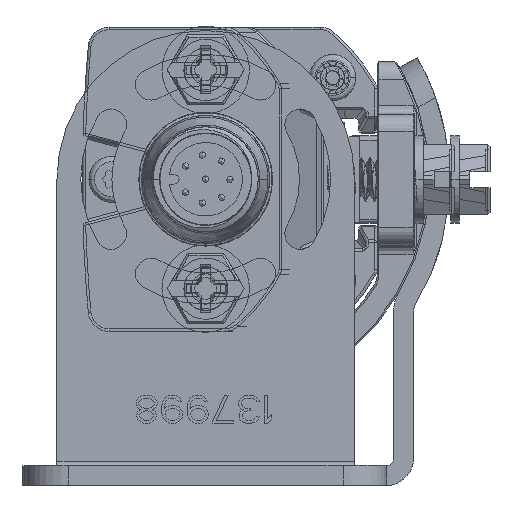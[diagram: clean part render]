
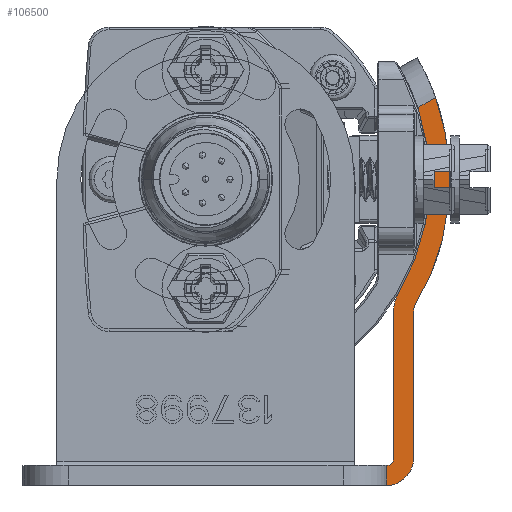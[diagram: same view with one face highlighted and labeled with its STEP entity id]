
A CAD part, front view. The second image highlights one B-rep face of the part: STEP entity #106500.
In plain terms, the highlighted face is planar.
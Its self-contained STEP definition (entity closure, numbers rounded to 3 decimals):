
#101739=CARTESIAN_POINT('',(26.271,9.394,15.));
#101767=CARTESIAN_POINT('',(24.243,8.223,15.));
#101809=DIRECTION('',(-0.866,-0.5,0.));
#101810=VECTOR('',#101809,2.341);
#101811=CARTESIAN_POINT('',(26.271,9.394,15.));
#101812=LINE('',#101811,#101810);
#101813=CARTESIAN_POINT('',(0.,0.,15.));
#101814=DIRECTION('',(0.,0.,1.));
#101815=DIRECTION('',(0.857,-0.515,0.));
#101816=AXIS2_PLACEMENT_3D('',#101813,#101814,#101815);
#101818=DIRECTION('',(0.,1.,0.));
#101819=VECTOR('',#101818,16.917);
#101820=CARTESIAN_POINT('',(23.8,-31.7,15.));
#101821=LINE('',#101820,#101819);
#101822=CARTESIAN_POINT('',(20.5,-31.7,15.));
#101823=DIRECTION('',(0.,0.,1.));
#101824=DIRECTION('',(0.,-1.,0.));
#101825=AXIS2_PLACEMENT_3D('',#101822,#101823,#101824);
#101827=DIRECTION('',(1.,0.,0.));
#101828=VECTOR('',#101827,36.5);
#101829=CARTESIAN_POINT('',(-16.,-35.,15.));
#101830=LINE('',#101829,#101828);
#101831=DIRECTION('',(0.,-1.,0.));
#101832=VECTOR('',#101831,2.3);
#101833=CARTESIAN_POINT('',(-16.,-32.7,15.));
#101834=LINE('',#101833,#101832);
#101835=DIRECTION('',(-1.,0.,0.));
#101836=VECTOR('',#101835,36.7);
#101837=CARTESIAN_POINT('',(20.7,-32.7,15.));
#101838=LINE('',#101837,#101836);
#101839=DIRECTION('',(0.,-1.,0.));
#101840=VECTOR('',#101839,17.062);
#101841=CARTESIAN_POINT('',(21.5,-14.838,15.));
#101842=LINE('',#101841,#101840);
#101843=CARTESIAN_POINT('',(24.8,-14.838,15.));
#101844=DIRECTION('',(0.,0.,1.));
#101845=DIRECTION('',(-0.858,0.513,0.));
#101846=AXIS2_PLACEMENT_3D('',#101843,#101844,#101845);
#101848=CARTESIAN_POINT('',(0.,0.,15.));
#101849=DIRECTION('',(0.,0.,-1.));
#101850=DIRECTION('',(0.947,0.321,0.));
#101851=AXIS2_PLACEMENT_3D('',#101848,#101849,#101850);
#101858=CARTESIAN_POINT('',(24.6,-14.783,15.));
#101859=DIRECTION('',(0.,0.,-1.));
#101860=DIRECTION('',(-1.,0.,0.));
#101861=AXIS2_PLACEMENT_3D('',#101858,#101859,#101860);
#102028=CARTESIAN_POINT('',(20.7,-31.9,15.));
#102029=DIRECTION('',(0.,0.,-1.));
#102030=DIRECTION('',(1.,0.,0.));
#102031=AXIS2_PLACEMENT_3D('',#102028,#102029,#102030);
#105222=CARTESIAN_POINT('',(23.914,-14.371,15.));
#105224=VERTEX_POINT('',#105222);
#105226=CARTESIAN_POINT('',(23.8,-14.783,15.));
#105228=VERTEX_POINT('',#105226);
#105230=CARTESIAN_POINT('',(20.7,-32.7,15.));
#105232=VERTEX_POINT('',#105230);
#105234=CARTESIAN_POINT('',(21.5,-31.9,15.));
#105236=VERTEX_POINT('',#105234);
#105241=CARTESIAN_POINT('',(20.5,-35.,15.));
#105242=VERTEX_POINT('',#105241);
#105243=CARTESIAN_POINT('',(23.8,-31.7,15.));
#105244=VERTEX_POINT('',#105243);
#105249=CARTESIAN_POINT('',(21.968,-13.144,15.));
#105250=VERTEX_POINT('',#105249);
#105251=CARTESIAN_POINT('',(21.5,-14.838,15.));
#105252=VERTEX_POINT('',#105251);
#105269=VERTEX_POINT('',#101767);
#105273=VERTEX_POINT('',#101739);
#105287=CARTESIAN_POINT('',(-16.,-35.,15.));
#105289=VERTEX_POINT('',#105287);
#105293=CARTESIAN_POINT('',(-16.,-32.7,15.));
#105294=VERTEX_POINT('',#105293);
#106472=CARTESIAN_POINT('',(0.,0.,15.));
#106473=DIRECTION('',(0.,0.,1.));
#106474=DIRECTION('',(1.,0.,0.));
#106475=AXIS2_PLACEMENT_3D('',#106472,#106473,#106474);
#106476=PLANE('',#106475);
#106477=ORIENTED_EDGE('',*,*,#106440,.F.);
#106478=ORIENTED_EDGE('',*,*,#106415,.F.);
#106480=ORIENTED_EDGE('',*,*,#106479,.F.);
#106482=ORIENTED_EDGE('',*,*,#106481,.F.);
#106484=ORIENTED_EDGE('',*,*,#106483,.F.);
#106486=ORIENTED_EDGE('',*,*,#106485,.F.);
#106488=ORIENTED_EDGE('',*,*,#106487,.F.);
#106490=ORIENTED_EDGE('',*,*,#106489,.F.);
#106492=ORIENTED_EDGE('',*,*,#106491,.F.);
#106494=ORIENTED_EDGE('',*,*,#106493,.F.);
#106496=ORIENTED_EDGE('',*,*,#106495,.F.);
#106497=ORIENTED_EDGE('',*,*,#106451,.F.);
#106498=EDGE_LOOP('',(#106477,#106478,#106480,#106482,#106484,#106486,#106488,
#106490,#106492,#106494,#106496,#106497));
#106499=FACE_OUTER_BOUND('',#106498,.F.);
#106500=ADVANCED_FACE('',(#106499),#106476,.T.);
#101817=CIRCLE('',#101816,27.9);
#101826=CIRCLE('',#101825,3.3);
#101847=CIRCLE('',#101846,3.3);
#101852=CIRCLE('',#101851,25.6);
#101862=CIRCLE('',#101861,0.8);
#102032=CIRCLE('',#102031,0.8);
#106415=EDGE_CURVE('',#105224,#105273,#101817,.T.);
#106440=EDGE_CURVE('',#105273,#105269,#101812,.T.);
#106451=EDGE_CURVE('',#105269,#105250,#101852,.T.);
#106479=EDGE_CURVE('',#105228,#105224,#101862,.T.);
#106481=EDGE_CURVE('',#105244,#105228,#101821,.T.);
#106483=EDGE_CURVE('',#105242,#105244,#101826,.T.);
#106485=EDGE_CURVE('',#105289,#105242,#101830,.T.);
#106487=EDGE_CURVE('',#105294,#105289,#101834,.T.);
#106489=EDGE_CURVE('',#105232,#105294,#101838,.T.);
#106491=EDGE_CURVE('',#105236,#105232,#102032,.T.);
#106493=EDGE_CURVE('',#105252,#105236,#101842,.T.);
#106495=EDGE_CURVE('',#105250,#105252,#101847,.T.);
